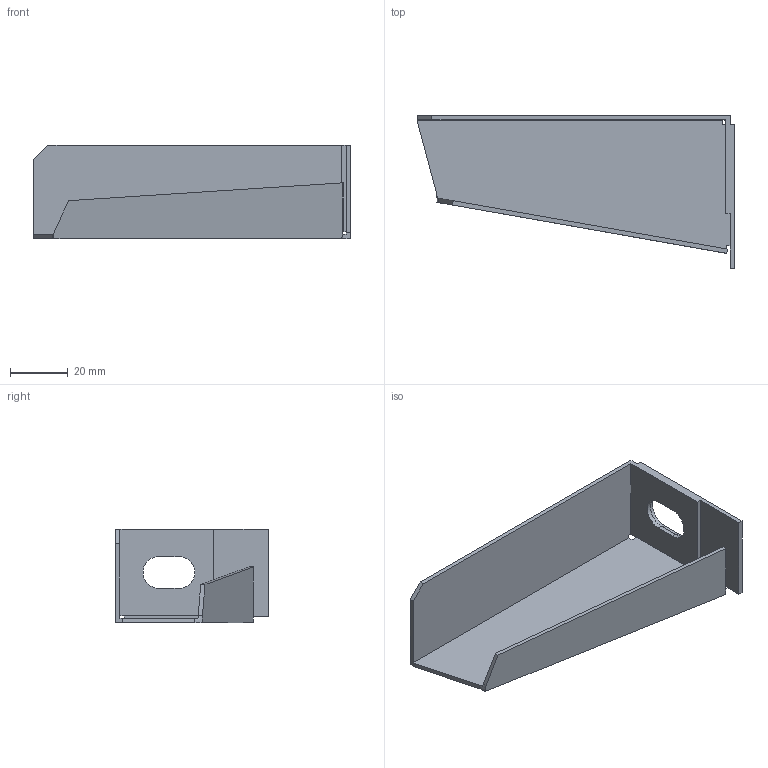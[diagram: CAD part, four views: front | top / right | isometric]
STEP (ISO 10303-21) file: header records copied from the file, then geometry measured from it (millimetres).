
FILE_DESCRIPTION((''),'2;1');
FILE_NAME('6424716','2012-08-17T',('AndreasKeweloh'),(''),'PRO/ENGINEER BY PARAMETRIC TECHNOLOGY CORPORATION, 2012130','PRO/ENGINEER BY PARAMETRIC TECHNOLOGY CORPORATION, 2012130','');
FILE_SCHEMA(('CONFIG_CONTROL_DESIGN'));
Length unit declared in the file: millimetre
Products named in the file (1): 6424716
Bounding box: 110 x 53 x 32.5 mm (x, y, z)
Volume: 16634.5 mm3; surface area: 21654.6 mm2
Topology: 1 solids, 1 shells, 37 faces, 107 edges, 71 vertices
Faces by surface type: plane 31, cylinder 4, bspline 2
Entity records: 1415 total; most frequent: CARTESIAN_POINT 405, ORIENTED_EDGE 214, DIRECTION 177, EDGE_CURVE 107, VECTOR 91, LINE 91, VERTEX_POINT 71, AXIS2_PLACEMENT_3D 43
